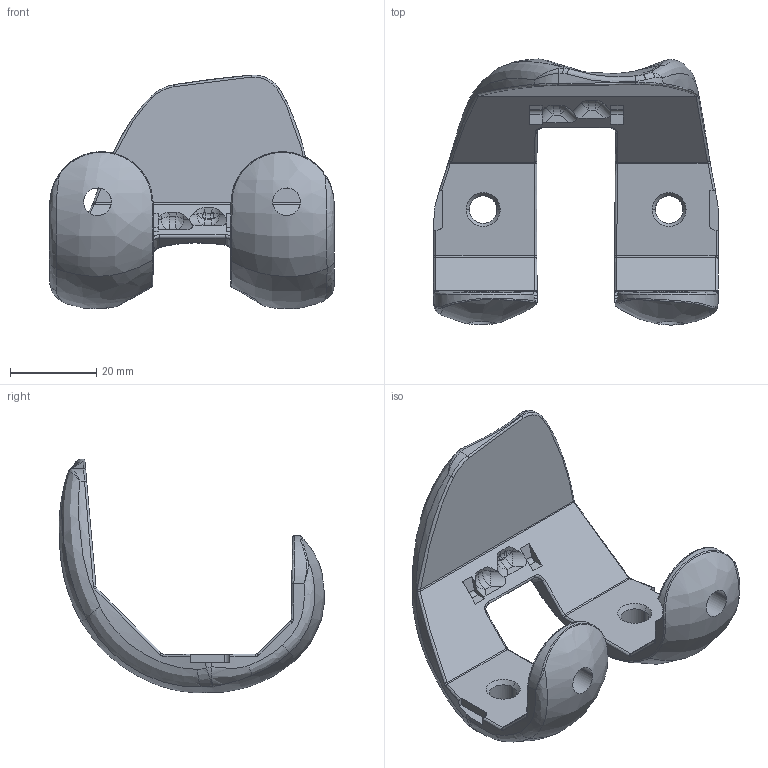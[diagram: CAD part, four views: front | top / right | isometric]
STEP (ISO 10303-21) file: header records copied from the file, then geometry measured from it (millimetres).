
FILE_DESCRIPTION((''),'2;1');
FILE_NAME('SZ-3-RT','2011-05-31T',('Administrator'),(''),'PRO/ENGINEER BY PARAMETRIC TECHNOLOGY CORPORATION, 2001280','PRO/ENGINEER BY PARAMETRIC TECHNOLOGY CORPORATION, 2001280','');
FILE_SCHEMA(('CONFIG_CONTROL_DESIGN'));
Length unit declared in the file: millimetre
Products named in the file (1): SZ-3-RT
Bounding box: 66.09 x 61.63 x 54.21 mm (x, y, z)
Volume: 27503.7 mm3; surface area: 12229.5 mm2
Topology: 1 solids, 1 shells, 200 faces, 493 edges, 296 vertices
Faces by surface type: bspline 113, plane 38, cylinder 37, sphere 5, cone 4, extrusion 3
Entity records: 13761 total; most frequent: CARTESIAN_POINT 9903, ORIENTED_EDGE 986, DIRECTION 500, EDGE_CURVE 493, VERTEX_POINT 296, B_SPLINE_CURVE_WITH_KNOTS 271, EDGE_LOOP 209, FACE_OUTER_BOUND 200
